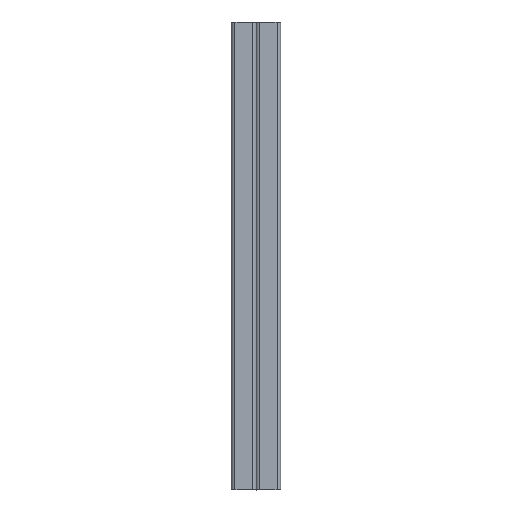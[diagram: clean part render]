
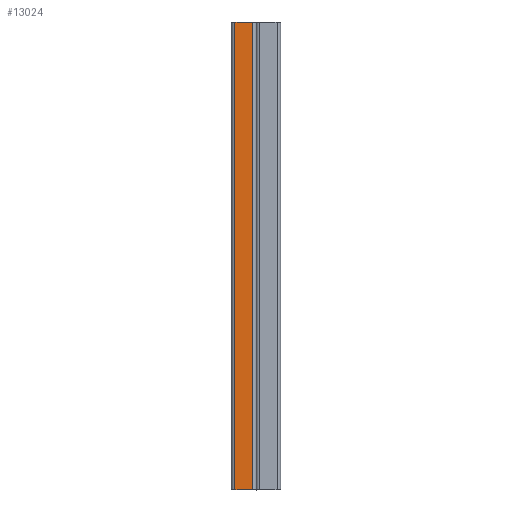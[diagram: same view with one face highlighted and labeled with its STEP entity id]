
A CAD part, left-side view. The second image highlights one B-rep face of the part: STEP entity #13024.
In plain terms, the highlighted planar face has unit normal (-1, 0, 0).
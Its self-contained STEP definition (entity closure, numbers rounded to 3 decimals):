
#578 = EDGE_LOOP ( 'NONE', ( #13805, #3930, #15880, #15245 ) ) ;
#745 = VECTOR ( 'NONE', #20193, 1000. ) ;
#2901 = VERTEX_POINT ( 'NONE', #18058 ) ;
#3042 = VERTEX_POINT ( 'NONE', #15296 ) ;
#3708 = EDGE_CURVE ( 'NONE', #12929, #2901, #16651, .T. ) ;
#3930 = ORIENTED_EDGE ( 'NONE', *, *, #11990, .F. ) ;
#5451 = FACE_OUTER_BOUND ( 'NONE', #578, .T. ) ;
#6074 = DIRECTION ( 'NONE',  ( 0., 0., 1. ) ) ;
#7036 = EDGE_CURVE ( 'NONE', #12929, #3042, #20931, .T. ) ;
#7417 = CARTESIAN_POINT ( 'NONE',  ( -20.5, 0., -400. ) ) ;
#8061 = CARTESIAN_POINT ( 'NONE',  ( -20.5, 3., -200. ) ) ;
#9151 = LINE ( 'NONE', #16743, #16113 ) ;
#11500 = AXIS2_PLACEMENT_3D ( 'NONE', #15767, #17906, #12798 ) ;
#11611 = VERTEX_POINT ( 'NONE', #17304 ) ;
#11990 = EDGE_CURVE ( 'NONE', #3042, #11611, #9151, .T. ) ;
#12505 = EDGE_CURVE ( 'NONE', #2901, #11611, #15560, .T. ) ;
#12798 = DIRECTION ( 'NONE',  ( 0., 0., -1. ) ) ;
#12929 = VERTEX_POINT ( 'NONE', #21201 ) ;
#13024 = ADVANCED_FACE ( 'NONE', ( #5451 ), #13963, .F. ) ;
#13805 = ORIENTED_EDGE ( 'NONE', *, *, #12505, .T. ) ;
#13963 = PLANE ( 'NONE',  #11500 ) ;
#15245 = ORIENTED_EDGE ( 'NONE', *, *, #3708, .T. ) ;
#15296 = CARTESIAN_POINT ( 'NONE',  ( -20.5, 18., -400. ) ) ;
#15560 = LINE ( 'NONE', #16546, #745 ) ;
#15767 = CARTESIAN_POINT ( 'NONE',  ( -20.5, 0., -200. ) ) ;
#15880 = ORIENTED_EDGE ( 'NONE', *, *, #7036, .F. ) ;
#16113 = VECTOR ( 'NONE', #6074, 1000. ) ;
#16183 = VECTOR ( 'NONE', #19867, 1000. ) ;
#16546 = CARTESIAN_POINT ( 'NONE',  ( -20.5, 0., 0. ) ) ;
#16651 = LINE ( 'NONE', #8061, #20264 ) ;
#16743 = CARTESIAN_POINT ( 'NONE',  ( -20.5, 18., -200. ) ) ;
#17304 = CARTESIAN_POINT ( 'NONE',  ( -20.5, 18., 0. ) ) ;
#17906 = DIRECTION ( 'NONE',  ( 1., 0., 0. ) ) ;
#18058 = CARTESIAN_POINT ( 'NONE',  ( -20.5, 3., 0. ) ) ;
#19867 = DIRECTION ( 'NONE',  ( 0., 1., 0. ) ) ;
#20193 = DIRECTION ( 'NONE',  ( 0., 1., 0. ) ) ;
#20264 = VECTOR ( 'NONE', #22344, 1000. ) ;
#20931 = LINE ( 'NONE', #7417, #16183 ) ;
#21201 = CARTESIAN_POINT ( 'NONE',  ( -20.5, 3., -400. ) ) ;
#22344 = DIRECTION ( 'NONE',  ( 0., 0., 1. ) ) ;
